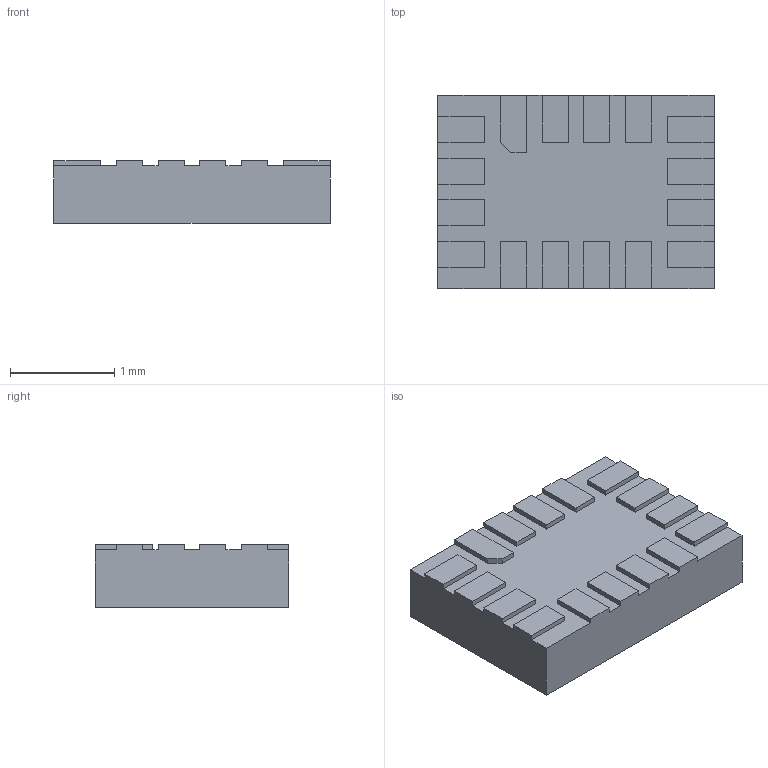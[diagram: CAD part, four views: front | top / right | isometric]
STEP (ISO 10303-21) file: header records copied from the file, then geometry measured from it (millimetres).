
FILE_DESCRIPTION (( 'STEP AP214' ), '1' );
FILE_NAME ('User Library-UQFN-16.STEP', '2019-05-16T19:40:25', ( '' ), ( '' ), 'SwSTEP 2.0', 'SolidWorks 2019', '' );
FILE_SCHEMA (( 'AUTOMOTIVE_DESIGN' ));
Length unit declared in the file: millimetre
Products named in the file (1): User Library-UQFN-16
Bounding box: 2.65 x 1.85 x 0.6 mm (x, y, z)
Volume: 2.8 mm3; surface area: 15.9 mm2
Topology: 1 solids, 1 shells, 71 faces, 207 edges, 138 vertices
Faces by surface type: plane 71
Entity records: 3116 total; most frequent: CARTESIAN_POINT 417, ORIENTED_EDGE 414, DIRECTION 351, VECTOR 207, LINE 207, EDGE_CURVE 207, VERTEX_POINT 138, UNCERTAINTY_MEASURE_WITH_UNIT 74
